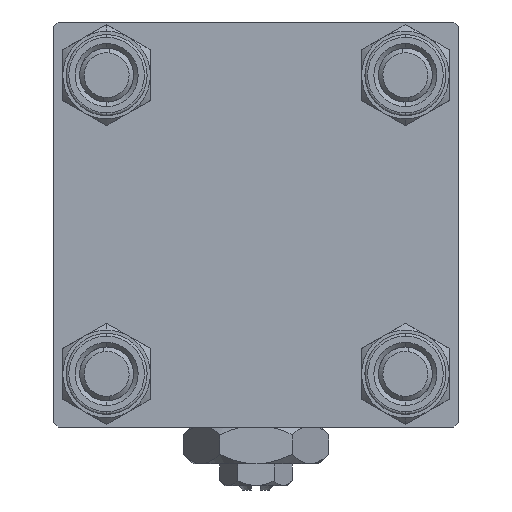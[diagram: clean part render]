
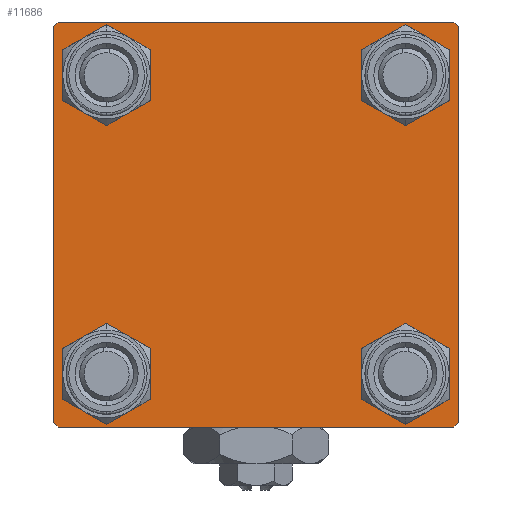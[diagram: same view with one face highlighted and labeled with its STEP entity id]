
A CAD part, left-side view. The second image highlights one B-rep face of the part: STEP entity #11686.
In plain terms, the highlighted planar face has unit normal (-1, 0, 0).
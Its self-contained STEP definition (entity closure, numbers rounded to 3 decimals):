
#31 = CARTESIAN_POINT ( 'NONE',  ( 0., 22., 22.5 ) ) ;
#741 = VERTEX_POINT ( 'NONE', #46057 ) ;
#806 = DIRECTION ( 'NONE',  ( 0., 0., 1. ) ) ;
#1730 = VERTEX_POINT ( 'NONE', #51849 ) ;
#2178 = ORIENTED_EDGE ( 'NONE', *, *, #28106, .T. ) ;
#2281 = DIRECTION ( 'NONE',  ( 0., 0., 1. ) ) ;
#2444 = CARTESIAN_POINT ( 'NONE',  ( 0., -22.5, 22.5 ) ) ;
#2714 = CARTESIAN_POINT ( 'NONE',  ( 0., -16.6, -20.1 ) ) ;
#2929 = DIRECTION ( 'NONE',  ( 1., 0., 0. ) ) ;
#3405 = AXIS2_PLACEMENT_3D ( 'NONE', #40348, #35877, #6326 ) ;
#3768 = FACE_BOUND ( 'NONE', #53497, .T. ) ;
#4046 = CIRCLE ( 'NONE', #53905, 3.5 ) ;
#4418 = CARTESIAN_POINT ( 'NONE',  ( 0., 16.6, -16.6 ) ) ;
#4826 = LINE ( 'NONE', #46665, #14514 ) ;
#4943 = ORIENTED_EDGE ( 'NONE', *, *, #15252, .T. ) ;
#4949 = LINE ( 'NONE', #47611, #14081 ) ;
#6019 = AXIS2_PLACEMENT_3D ( 'NONE', #11443, #28443, #50487 ) ;
#6248 = ORIENTED_EDGE ( 'NONE', *, *, #24197, .T. ) ;
#6326 = DIRECTION ( 'NONE',  ( 0., 0., 1. ) ) ;
#6391 = CARTESIAN_POINT ( 'NONE',  ( 0., -22.25, 22.25 ) ) ;
#6746 = CARTESIAN_POINT ( 'NONE',  ( 0., 16.6, -13.1 ) ) ;
#7756 = ORIENTED_EDGE ( 'NONE', *, *, #44553, .T. ) ;
#8101 = VERTEX_POINT ( 'NONE', #6746 ) ;
#8466 = DIRECTION ( 'NONE',  ( 0., -1., 0. ) ) ;
#8779 = CIRCLE ( 'NONE', #28351, 3.5 ) ;
#8910 = CARTESIAN_POINT ( 'NONE',  ( 0., -16.6, -16.6 ) ) ;
#9187 = DIRECTION ( 'NONE',  ( 0., -0.707, 0.707 ) ) ;
#9885 = DIRECTION ( 'NONE',  ( 1., 0., 0. ) ) ;
#9890 = VERTEX_POINT ( 'NONE', #29717 ) ;
#10584 = LINE ( 'NONE', #6391, #42964 ) ;
#11443 = CARTESIAN_POINT ( 'NONE',  ( 0., -16.6, 16.6 ) ) ;
#11686 = ADVANCED_FACE ( 'NONE', ( #29961, #29678, #17147, #3768, #46987 ), #12964, .T. ) ;
#11836 = EDGE_LOOP ( 'NONE', ( #2178, #40756 ) ) ;
#11984 = VERTEX_POINT ( 'NONE', #44185 ) ;
#12122 = EDGE_CURVE ( 'NONE', #19581, #21242, #40524, .T. ) ;
#12527 = DIRECTION ( 'NONE',  ( 1., 0., 0. ) ) ;
#12613 = CARTESIAN_POINT ( 'NONE',  ( 0., -16.6, -13.1 ) ) ;
#12644 = EDGE_CURVE ( 'NONE', #11984, #48761, #35385, .T. ) ;
#12964 = PLANE ( 'NONE',  #37135 ) ;
#13610 = ORIENTED_EDGE ( 'NONE', *, *, #20085, .F. ) ;
#13998 = CARTESIAN_POINT ( 'NONE',  ( 0., 16.6, 16.6 ) ) ;
#14064 = CARTESIAN_POINT ( 'NONE',  ( 0., 16.6, 16.6 ) ) ;
#14081 = VECTOR ( 'NONE', #30861, 1000. ) ;
#14405 = CARTESIAN_POINT ( 'NONE',  ( 0., -22.5, 22. ) ) ;
#14435 = EDGE_CURVE ( 'NONE', #44900, #9890, #10584, .T. ) ;
#14514 = VECTOR ( 'NONE', #8466, 1000. ) ;
#14846 = CARTESIAN_POINT ( 'NONE',  ( 0., -16.6, -16.6 ) ) ;
#15188 = CARTESIAN_POINT ( 'NONE',  ( 0., 22.5, 22.5 ) ) ;
#15252 = EDGE_CURVE ( 'NONE', #21242, #1730, #45861, .T. ) ;
#15282 = CARTESIAN_POINT ( 'NONE',  ( 0., -22.5, -22. ) ) ;
#16039 = CARTESIAN_POINT ( 'NONE',  ( 0., 22., -22.5 ) ) ;
#16099 = VECTOR ( 'NONE', #9187, 1000. ) ;
#16259 = EDGE_CURVE ( 'NONE', #1730, #28140, #43056, .T. ) ;
#16966 = DIRECTION ( 'NONE',  ( 0., 0., 1. ) ) ;
#17147 = FACE_BOUND ( 'NONE', #11836, .T. ) ;
#19295 = CARTESIAN_POINT ( 'NONE',  ( 0., 22.5, 22. ) ) ;
#19581 = VERTEX_POINT ( 'NONE', #31 ) ;
#20085 = EDGE_CURVE ( 'NONE', #44900, #50636, #20558, .T. ) ;
#20343 = ORIENTED_EDGE ( 'NONE', *, *, #30968, .T. ) ;
#20558 = LINE ( 'NONE', #2444, #40518 ) ;
#20779 = CARTESIAN_POINT ( 'NONE',  ( 0., 0., 0. ) ) ;
#21242 = VERTEX_POINT ( 'NONE', #19295 ) ;
#21421 = DIRECTION ( 'NONE',  ( 1., 0., 0. ) ) ;
#21718 = VERTEX_POINT ( 'NONE', #49623 ) ;
#21807 = DIRECTION ( 'NONE',  ( 1., 0., 0. ) ) ;
#21994 = AXIS2_PLACEMENT_3D ( 'NONE', #54263, #2929, #53709 ) ;
#23339 = AXIS2_PLACEMENT_3D ( 'NONE', #14064, #9885, #45278 ) ;
#23913 = EDGE_LOOP ( 'NONE', ( #4943, #35152, #31983, #7756, #13610, #47971, #53926, #47110 ) ) ;
#24197 = EDGE_CURVE ( 'NONE', #48415, #27132, #4046, .T. ) ;
#24272 = VECTOR ( 'NONE', #32182, 1000. ) ;
#24908 = EDGE_LOOP ( 'NONE', ( #6248, #54337 ) ) ;
#25235 = DIRECTION ( 'NONE',  ( 0., 0., 1. ) ) ;
#27132 = VERTEX_POINT ( 'NONE', #2714 ) ;
#27745 = CIRCLE ( 'NONE', #23339, 3.5 ) ;
#27842 = CARTESIAN_POINT ( 'NONE',  ( 0., -22., -22.5 ) ) ;
#28106 = EDGE_CURVE ( 'NONE', #8101, #741, #30907, .T. ) ;
#28140 = VERTEX_POINT ( 'NONE', #16039 ) ;
#28351 = AXIS2_PLACEMENT_3D ( 'NONE', #4418, #21421, #16966 ) ;
#28364 = DIRECTION ( 'NONE',  ( 0., 0., -1. ) ) ;
#28443 = DIRECTION ( 'NONE',  ( 1., 0., 0. ) ) ;
#29678 = FACE_BOUND ( 'NONE', #24908, .T. ) ;
#29717 = CARTESIAN_POINT ( 'NONE',  ( 0., -22., 22.5 ) ) ;
#29931 = DIRECTION ( 'NONE',  ( 0., -0.707, -0.707 ) ) ;
#29948 = EDGE_CURVE ( 'NONE', #19581, #9890, #4949, .T. ) ;
#29961 = FACE_BOUND ( 'NONE', #39149, .T. ) ;
#30861 = DIRECTION ( 'NONE',  ( 0., -1., 0. ) ) ;
#30907 = CIRCLE ( 'NONE', #21994, 3.5 ) ;
#30968 = EDGE_CURVE ( 'NONE', #48761, #11984, #49717, .T. ) ;
#31847 = VECTOR ( 'NONE', #36873, 1000. ) ;
#31983 = ORIENTED_EDGE ( 'NONE', *, *, #52668, .T. ) ;
#32182 = DIRECTION ( 'NONE',  ( 0., 0., -1. ) ) ;
#33466 = CARTESIAN_POINT ( 'NONE',  ( 0., -16.6, 13.1 ) ) ;
#33767 = AXIS2_PLACEMENT_3D ( 'NONE', #13998, #21807, #43019 ) ;
#34286 = LINE ( 'NONE', #51879, #16099 ) ;
#34588 = EDGE_CURVE ( 'NONE', #741, #8101, #8779, .T. ) ;
#35152 = ORIENTED_EDGE ( 'NONE', *, *, #16259, .T. ) ;
#35385 = CIRCLE ( 'NONE', #6019, 3.5 ) ;
#35556 = CIRCLE ( 'NONE', #33767, 3.5 ) ;
#35744 = DIRECTION ( 'NONE',  ( 1., 0., 0. ) ) ;
#35877 = DIRECTION ( 'NONE',  ( 1., 0., 0. ) ) ;
#36727 = ORIENTED_EDGE ( 'NONE', *, *, #36952, .T. ) ;
#36873 = DIRECTION ( 'NONE',  ( 0., 0.707, -0.707 ) ) ;
#36952 = EDGE_CURVE ( 'NONE', #21718, #45370, #35556, .T. ) ;
#37135 = AXIS2_PLACEMENT_3D ( 'NONE', #20779, #46437, #25235 ) ;
#38596 = ORIENTED_EDGE ( 'NONE', *, *, #12644, .T. ) ;
#39149 = EDGE_LOOP ( 'NONE', ( #38596, #20343 ) ) ;
#40348 = CARTESIAN_POINT ( 'NONE',  ( 0., -16.6, 16.6 ) ) ;
#40518 = VECTOR ( 'NONE', #28364, 1000. ) ;
#40524 = LINE ( 'NONE', #49725, #31847 ) ;
#40756 = ORIENTED_EDGE ( 'NONE', *, *, #34588, .T. ) ;
#42784 = CIRCLE ( 'NONE', #48992, 3.5 ) ;
#42792 = ORIENTED_EDGE ( 'NONE', *, *, #51300, .T. ) ;
#42964 = VECTOR ( 'NONE', #53262, 1000. ) ;
#43019 = DIRECTION ( 'NONE',  ( 0., 0., 1. ) ) ;
#43056 = LINE ( 'NONE', #55054, #51076 ) ;
#43657 = EDGE_CURVE ( 'NONE', #27132, #48415, #42784, .T. ) ;
#44185 = CARTESIAN_POINT ( 'NONE',  ( 0., -16.6, 20.1 ) ) ;
#44553 = EDGE_CURVE ( 'NONE', #48911, #50636, #34286, .T. ) ;
#44900 = VERTEX_POINT ( 'NONE', #14405 ) ;
#45278 = DIRECTION ( 'NONE',  ( 0., 0., 1. ) ) ;
#45370 = VERTEX_POINT ( 'NONE', #49323 ) ;
#45861 = LINE ( 'NONE', #15188, #24272 ) ;
#46057 = CARTESIAN_POINT ( 'NONE',  ( 0., 16.6, -20.1 ) ) ;
#46437 = DIRECTION ( 'NONE',  ( -1., 0., 0. ) ) ;
#46665 = CARTESIAN_POINT ( 'NONE',  ( 0., 22.5, -22.5 ) ) ;
#46987 = FACE_OUTER_BOUND ( 'NONE', #23913, .T. ) ;
#47110 = ORIENTED_EDGE ( 'NONE', *, *, #12122, .T. ) ;
#47611 = CARTESIAN_POINT ( 'NONE',  ( 0., 22.5, 22.5 ) ) ;
#47971 = ORIENTED_EDGE ( 'NONE', *, *, #14435, .T. ) ;
#48415 = VERTEX_POINT ( 'NONE', #12613 ) ;
#48761 = VERTEX_POINT ( 'NONE', #33466 ) ;
#48911 = VERTEX_POINT ( 'NONE', #27842 ) ;
#48992 = AXIS2_PLACEMENT_3D ( 'NONE', #8910, #12527, #806 ) ;
#49323 = CARTESIAN_POINT ( 'NONE',  ( 0., 16.6, 13.1 ) ) ;
#49623 = CARTESIAN_POINT ( 'NONE',  ( 0., 16.6, 20.1 ) ) ;
#49717 = CIRCLE ( 'NONE', #3405, 3.5 ) ;
#49725 = CARTESIAN_POINT ( 'NONE',  ( 0., 22.25, 22.25 ) ) ;
#50487 = DIRECTION ( 'NONE',  ( 0., 0., 1. ) ) ;
#50636 = VERTEX_POINT ( 'NONE', #15282 ) ;
#51076 = VECTOR ( 'NONE', #29931, 1000. ) ;
#51300 = EDGE_CURVE ( 'NONE', #45370, #21718, #27745, .T. ) ;
#51849 = CARTESIAN_POINT ( 'NONE',  ( 0., 22.5, -22. ) ) ;
#51879 = CARTESIAN_POINT ( 'NONE',  ( 0., -22.25, -22.25 ) ) ;
#52668 = EDGE_CURVE ( 'NONE', #28140, #48911, #4826, .T. ) ;
#53262 = DIRECTION ( 'NONE',  ( 0., 0.707, 0.707 ) ) ;
#53497 = EDGE_LOOP ( 'NONE', ( #36727, #42792 ) ) ;
#53709 = DIRECTION ( 'NONE',  ( 0., 0., 1. ) ) ;
#53905 = AXIS2_PLACEMENT_3D ( 'NONE', #14846, #35744, #2281 ) ;
#53926 = ORIENTED_EDGE ( 'NONE', *, *, #29948, .F. ) ;
#54263 = CARTESIAN_POINT ( 'NONE',  ( 0., 16.6, -16.6 ) ) ;
#54337 = ORIENTED_EDGE ( 'NONE', *, *, #43657, .T. ) ;
#55054 = CARTESIAN_POINT ( 'NONE',  ( 0., 22.25, -22.25 ) ) ;
